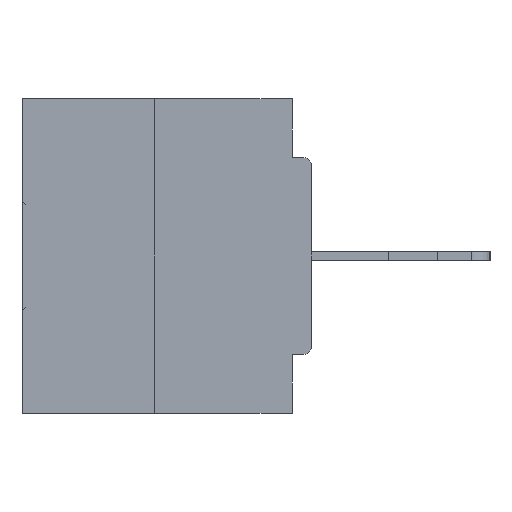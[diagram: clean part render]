
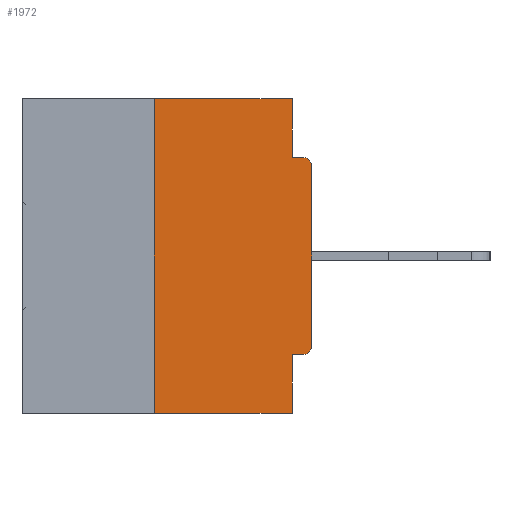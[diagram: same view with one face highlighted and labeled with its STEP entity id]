
A CAD part, left-side view. The second image highlights one B-rep face of the part: STEP entity #1972.
In plain terms, the highlighted planar face has unit normal (-1, 0, 0).
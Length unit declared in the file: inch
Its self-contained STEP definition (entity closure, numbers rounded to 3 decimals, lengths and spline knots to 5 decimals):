
#105 = DIRECTION ( 'NONE',  ( 0., 0., -1. ) ) ;
#120 = LINE ( 'NONE', #12179, #8088 ) ;
#428 = VECTOR ( 'NONE', #33780, 39.37008 ) ;
#683 = ORIENTED_EDGE ( 'NONE', *, *, #32175, .F. ) ;
#1146 = CARTESIAN_POINT ( 'NONE',  ( 0., 0.031, -0.5 ) ) ;
#1406 = VERTEX_POINT ( 'NONE', #21892 ) ;
#1617 = CARTESIAN_POINT ( 'NONE',  ( 0., 0., -0.3915 ) ) ;
#1972 = ADVANCED_FACE ( 'NONE', ( #2666 ), #26046, .F. ) ;
#2666 = FACE_OUTER_BOUND ( 'NONE', #7788, .T. ) ;
#4244 = EDGE_CURVE ( 'NONE', #27678, #7236, #38632, .T. ) ;
#5316 = CARTESIAN_POINT ( 'NONE',  ( 0., 0., -0.4065 ) ) ;
#5418 = DIRECTION ( 'NONE',  ( 0., 0., -1. ) ) ;
#5753 = DIRECTION ( 'NONE',  ( 0., -1., 0. ) ) ;
#6267 = DIRECTION ( 'NONE',  ( -1., 0., 0. ) ) ;
#6669 = VERTEX_POINT ( 'NONE', #33874 ) ;
#7148 = LINE ( 'NONE', #29523, #13255 ) ;
#7236 = VERTEX_POINT ( 'NONE', #15184 ) ;
#7412 = DIRECTION ( 'NONE',  ( 0., -1., 0. ) ) ;
#7788 = EDGE_LOOP ( 'NONE', ( #12892, #12074, #22025, #683, #34985, #16531, #12277, #23445, #15682, #37266 ) ) ;
#8088 = VECTOR ( 'NONE', #5753, 39.37008 ) ;
#9353 = CARTESIAN_POINT ( 'NONE',  ( 0., 0.015, -0.4065 ) ) ;
#9553 = VERTEX_POINT ( 'NONE', #13878 ) ;
#10192 = AXIS2_PLACEMENT_3D ( 'NONE', #30123, #21345, #36144 ) ;
#11486 = AXIS2_PLACEMENT_3D ( 'NONE', #17097, #20145, #5418 ) ;
#11852 = LINE ( 'NONE', #29166, #16090 ) ;
#12074 = ORIENTED_EDGE ( 'NONE', *, *, #26926, .F. ) ;
#12166 = VERTEX_POINT ( 'NONE', #1617 ) ;
#12179 = CARTESIAN_POINT ( 'NONE',  ( 0., 0., -0.0935 ) ) ;
#12277 = ORIENTED_EDGE ( 'NONE', *, *, #31201, .T. ) ;
#12892 = ORIENTED_EDGE ( 'NONE', *, *, #24440, .F. ) ;
#13070 = DIRECTION ( 'NONE',  ( 0., 0., -1. ) ) ;
#13255 = VECTOR ( 'NONE', #14689, 39.37008 ) ;
#13302 = VECTOR ( 'NONE', #16240, 39.37008 ) ;
#13878 = CARTESIAN_POINT ( 'NONE',  ( 0., 0.015, -0.0935 ) ) ;
#14233 = VERTEX_POINT ( 'NONE', #35056 ) ;
#14563 = VECTOR ( 'NONE', #13070, 39.37008 ) ;
#14689 = DIRECTION ( 'NONE',  ( 0., 0., 1. ) ) ;
#15184 = CARTESIAN_POINT ( 'NONE',  ( 0., 0.031, -0.4065 ) ) ;
#15324 = CIRCLE ( 'NONE', #28401, 0.015 ) ;
#15430 = CARTESIAN_POINT ( 'NONE',  ( 0., 0.46, -0.5 ) ) ;
#15682 = ORIENTED_EDGE ( 'NONE', *, *, #31244, .F. ) ;
#16090 = VECTOR ( 'NONE', #29298, 39.37008 ) ;
#16240 = DIRECTION ( 'NONE',  ( 0., 0., 1. ) ) ;
#16531 = ORIENTED_EDGE ( 'NONE', *, *, #33291, .T. ) ;
#17097 = CARTESIAN_POINT ( 'NONE',  ( 0., 0.46, 0. ) ) ;
#17283 = CARTESIAN_POINT ( 'NONE',  ( 0., 0.031, -0.5 ) ) ;
#17484 = LINE ( 'NONE', #34323, #13302 ) ;
#18909 = EDGE_CURVE ( 'NONE', #1406, #14233, #11852, .T. ) ;
#19865 = VERTEX_POINT ( 'NONE', #37210 ) ;
#20145 = DIRECTION ( 'NONE',  ( 1., 0., 0. ) ) ;
#21345 = DIRECTION ( 'NONE',  ( -1., 0., 0. ) ) ;
#21892 = CARTESIAN_POINT ( 'NONE',  ( 0., 0.031, 0. ) ) ;
#22025 = ORIENTED_EDGE ( 'NONE', *, *, #26215, .T. ) ;
#23445 = ORIENTED_EDGE ( 'NONE', *, *, #29022, .T. ) ;
#23864 = VERTEX_POINT ( 'NONE', #33806 ) ;
#24440 = EDGE_CURVE ( 'NONE', #6669, #1406, #30808, .T. ) ;
#24900 = CARTESIAN_POINT ( 'NONE',  ( 0., 0.46, 0. ) ) ;
#25389 = LINE ( 'NONE', #1146, #14563 ) ;
#25499 = VECTOR ( 'NONE', #35346, 39.37008 ) ;
#26046 = PLANE ( 'NONE',  #11486 ) ;
#26215 = EDGE_CURVE ( 'NONE', #19865, #30499, #38458, .T. ) ;
#26926 = EDGE_CURVE ( 'NONE', #19865, #6669, #17484, .T. ) ;
#27678 = VERTEX_POINT ( 'NONE', #9353 ) ;
#28401 = AXIS2_PLACEMENT_3D ( 'NONE', #33027, #6267, #105 ) ;
#29022 = EDGE_CURVE ( 'NONE', #23864, #9553, #29169, .T. ) ;
#29166 = CARTESIAN_POINT ( 'NONE',  ( 0., 0.031, 0. ) ) ;
#29169 = CIRCLE ( 'NONE', #10192, 0.015 ) ;
#29298 = DIRECTION ( 'NONE',  ( 0., 0., -1. ) ) ;
#29523 = CARTESIAN_POINT ( 'NONE',  ( 0., 0., 0. ) ) ;
#30123 = CARTESIAN_POINT ( 'NONE',  ( 0., 0.015, -0.1085 ) ) ;
#30499 = VERTEX_POINT ( 'NONE', #17283 ) ;
#30808 = LINE ( 'NONE', #24900, #35961 ) ;
#31201 = EDGE_CURVE ( 'NONE', #12166, #23864, #7148, .T. ) ;
#31244 = EDGE_CURVE ( 'NONE', #14233, #9553, #120, .T. ) ;
#32175 = EDGE_CURVE ( 'NONE', #7236, #30499, #25389, .T. ) ;
#33027 = CARTESIAN_POINT ( 'NONE',  ( 0., 0.015, -0.3915 ) ) ;
#33291 = EDGE_CURVE ( 'NONE', #27678, #12166, #15324, .T. ) ;
#33780 = DIRECTION ( 'NONE',  ( 0., -1., 0. ) ) ;
#33806 = CARTESIAN_POINT ( 'NONE',  ( 0., 0., -0.1085 ) ) ;
#33874 = CARTESIAN_POINT ( 'NONE',  ( 0., 0.25, 0. ) ) ;
#34323 = CARTESIAN_POINT ( 'NONE',  ( 0., 0.25, 0. ) ) ;
#34985 = ORIENTED_EDGE ( 'NONE', *, *, #4244, .F. ) ;
#35056 = CARTESIAN_POINT ( 'NONE',  ( 0., 0.031, -0.0935 ) ) ;
#35346 = DIRECTION ( 'NONE',  ( 0., 1., 0. ) ) ;
#35961 = VECTOR ( 'NONE', #7412, 39.37008 ) ;
#36144 = DIRECTION ( 'NONE',  ( 0., 0., -1. ) ) ;
#37210 = CARTESIAN_POINT ( 'NONE',  ( 0., 0.25, -0.5 ) ) ;
#37266 = ORIENTED_EDGE ( 'NONE', *, *, #18909, .F. ) ;
#38458 = LINE ( 'NONE', #15430, #428 ) ;
#38632 = LINE ( 'NONE', #5316, #25499 ) ;
